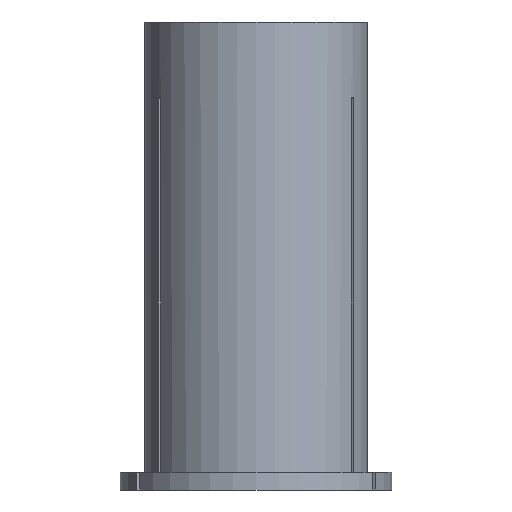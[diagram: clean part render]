
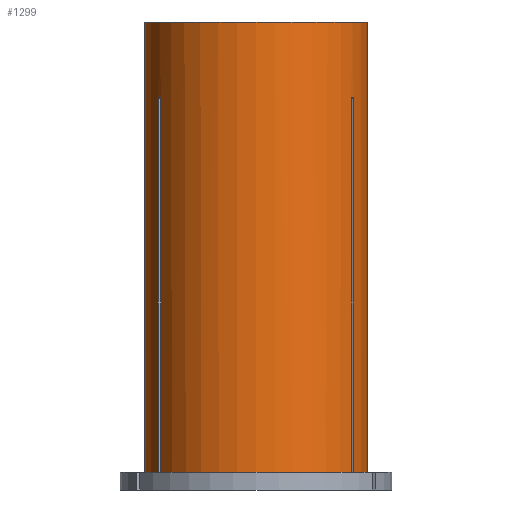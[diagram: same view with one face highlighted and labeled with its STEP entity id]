
A CAD part, front view. The second image highlights one B-rep face of the part: STEP entity #1299.
In plain terms, the highlighted cylindrical face has radius 12.5 mm (diameter 25 mm), a partial arc.
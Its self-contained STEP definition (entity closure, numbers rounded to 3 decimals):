
#44 = CARTESIAN_POINT ( 'NONE',  ( -12.5, 0., 0. ) ) ;
#45 = DIRECTION ( 'NONE',  ( 0., 0., 1. ) ) ;
#60 = CARTESIAN_POINT ( 'NONE',  ( 0., 0., -50.5 ) ) ;
#69 = EDGE_CURVE ( 'NONE', #162, #113, #991, .T. ) ;
#73 = ORIENTED_EDGE ( 'NONE', *, *, #1628, .T. ) ;
#80 = CARTESIAN_POINT ( 'NONE',  ( 0., 0., -50.5 ) ) ;
#111 = EDGE_CURVE ( 'NONE', #113, #877, #245, .T. ) ;
#113 = VERTEX_POINT ( 'NONE', #671 ) ;
#143 = CARTESIAN_POINT ( 'NONE',  ( 10.827, -6.25, -8.499 ) ) ;
#162 = VERTEX_POINT ( 'NONE', #1325 ) ;
#166 = DIRECTION ( 'NONE',  ( 0., 0., 1. ) ) ;
#170 = VERTEX_POINT ( 'NONE', #680 ) ;
#189 = CARTESIAN_POINT ( 'NONE',  ( 12.5, 0., 0. ) ) ;
#192 = VERTEX_POINT ( 'NONE', #44 ) ;
#218 = FACE_OUTER_BOUND ( 'NONE', #240, .T. ) ;
#221 = VECTOR ( 'NONE', #301, 1000. ) ;
#225 = VERTEX_POINT ( 'NONE', #946 ) ;
#231 = VECTOR ( 'NONE', #1341, 1000. ) ;
#240 = EDGE_LOOP ( 'NONE', ( #1459, #942, #499, #73, #507, #685, #296, #272, #1538, #481, #1402, #1050 ) ) ;
#245 = LINE ( 'NONE', #424, #1551 ) ;
#249 = DIRECTION ( 'NONE',  ( 0., 0., 1. ) ) ;
#251 = CARTESIAN_POINT ( 'NONE',  ( -10.826, -6.251, -8.499 ) ) ;
#272 = ORIENTED_EDGE ( 'NONE', *, *, #558, .T. ) ;
#276 = VERTEX_POINT ( 'NONE', #983 ) ;
#296 = ORIENTED_EDGE ( 'NONE', *, *, #588, .T. ) ;
#301 = DIRECTION ( 'NONE',  ( 0., 0., 1. ) ) ;
#357 = CARTESIAN_POINT ( 'NONE',  ( 10.972, -5.988, 0. ) ) ;
#372 = VECTOR ( 'NONE', #249, 1000. ) ;
#389 = CARTESIAN_POINT ( 'NONE',  ( -10.672, -6.508, -8.502 ) ) ;
#410 = DIRECTION ( 'NONE',  ( 0., 0., 1. ) ) ;
#424 = CARTESIAN_POINT ( 'NONE',  ( -10.972, -5.988, 0. ) ) ;
#472 = DIRECTION ( 'NONE',  ( 1., 0., 0. ) ) ;
#481 = ORIENTED_EDGE ( 'NONE', *, *, #753, .T. ) ;
#499 = ORIENTED_EDGE ( 'NONE', *, *, #111, .T. ) ;
#507 = ORIENTED_EDGE ( 'NONE', *, *, #756, .F. ) ;
#558 = EDGE_CURVE ( 'NONE', #225, #609, #838, .T. ) ;
#562 = CIRCLE ( 'NONE', #744, 12.5 ) ;
#579 = AXIS2_PLACEMENT_3D ( 'NONE', #60, #166, #934 ) ;
#580 = DIRECTION ( 'NONE',  ( 0., 0., 1. ) ) ;
#588 = EDGE_CURVE ( 'NONE', #276, #225, #663, .T. ) ;
#609 = VERTEX_POINT ( 'NONE', #845 ) ;
#627 = CARTESIAN_POINT ( 'NONE',  ( 10.672, -6.508, 0. ) ) ;
#630 = CARTESIAN_POINT ( 'NONE',  ( -10.924, -6.076, -8.501 ) ) ;
#663 = LINE ( 'NONE', #627, #372 ) ;
#671 = CARTESIAN_POINT ( 'NONE',  ( -10.972, -5.988, -50.5 ) ) ;
#680 = CARTESIAN_POINT ( 'NONE',  ( 12.5, 0., -50.5 ) ) ;
#685 = ORIENTED_EDGE ( 'NONE', *, *, #809, .T. ) ;
#709 = DIRECTION ( 'NONE',  ( 0., 0., 1. ) ) ;
#744 = AXIS2_PLACEMENT_3D ( 'NONE', #922, #798, #916 ) ;
#752 = CARTESIAN_POINT ( 'NONE',  ( 10.672, -6.508, -8.502 ) ) ;
#753 = EDGE_CURVE ( 'NONE', #1327, #170, #1601, .T. ) ;
#756 = EDGE_CURVE ( 'NONE', #1574, #1241, #1216, .T. ) ;
#784 = DIRECTION ( 'NONE',  ( 1., 0., 0. ) ) ;
#798 = DIRECTION ( 'NONE',  ( 0., 0., 1. ) ) ;
#804 = EDGE_CURVE ( 'NONE', #1327, #609, #1524, .T. ) ;
#809 = EDGE_CURVE ( 'NONE', #1574, #276, #562, .T. ) ;
#838 = B_SPLINE_CURVE_WITH_KNOTS ( 'NONE', 3,
 ( #752, #1629, #143, #1503, #1022 ),
 .UNSPECIFIED., .F., .F.,
 ( 4, 1, 4 ),
 ( 0.073, 0.074, 0.074 ),
 .UNSPECIFIED. ) ;
#845 = CARTESIAN_POINT ( 'NONE',  ( 10.972, -5.988, -8.502 ) ) ;
#857 = VECTOR ( 'NONE', #45, 1000. ) ;
#872 = VECTOR ( 'NONE', #1061, 1000. ) ;
#877 = VERTEX_POINT ( 'NONE', #1555 ) ;
#916 = DIRECTION ( 'NONE',  ( 1., 0., 0. ) ) ;
#922 = CARTESIAN_POINT ( 'NONE',  ( 0., 0., -50.5 ) ) ;
#928 = DIRECTION ( 'NONE',  ( 0., 0., 1. ) ) ;
#929 = CARTESIAN_POINT ( 'NONE',  ( -10.672, -6.508, 0. ) ) ;
#934 = DIRECTION ( 'NONE',  ( 1., 0., 0. ) ) ;
#942 = ORIENTED_EDGE ( 'NONE', *, *, #69, .T. ) ;
#946 = CARTESIAN_POINT ( 'NONE',  ( 10.672, -6.508, -8.502 ) ) ;
#972 = CARTESIAN_POINT ( 'NONE',  ( -10.672, -6.508, -50.5 ) ) ;
#983 = CARTESIAN_POINT ( 'NONE',  ( 10.672, -6.508, -50.5 ) ) ;
#986 = AXIS2_PLACEMENT_3D ( 'NONE', #1026, #410, #784 ) ;
#991 = CIRCLE ( 'NONE', #1511, 12.5 ) ;
#1022 = CARTESIAN_POINT ( 'NONE',  ( 10.972, -5.988, -8.502 ) ) ;
#1026 = CARTESIAN_POINT ( 'NONE',  ( 0., 0., 0. ) ) ;
#1050 = ORIENTED_EDGE ( 'NONE', *, *, #1428, .F. ) ;
#1061 = DIRECTION ( 'NONE',  ( 0., 0., 1. ) ) ;
#1122 = CARTESIAN_POINT ( 'NONE',  ( -10.724, -6.423, -8.501 ) ) ;
#1192 = CIRCLE ( 'NONE', #1257, 12.5 ) ;
#1216 = LINE ( 'NONE', #929, #221 ) ;
#1217 = CARTESIAN_POINT ( 'NONE',  ( 12.5, 0., 0. ) ) ;
#1241 = VERTEX_POINT ( 'NONE', #1256 ) ;
#1256 = CARTESIAN_POINT ( 'NONE',  ( -10.672, -6.508, -8.502 ) ) ;
#1257 = AXIS2_PLACEMENT_3D ( 'NONE', #1331, #580, #1451 ) ;
#1279 = LINE ( 'NONE', #189, #872 ) ;
#1299 = ADVANCED_FACE ( 'NONE', ( #218 ), #1435, .T. ) ;
#1325 = CARTESIAN_POINT ( 'NONE',  ( -12.5, 0., -50.5 ) ) ;
#1327 = VERTEX_POINT ( 'NONE', #1550 ) ;
#1331 = CARTESIAN_POINT ( 'NONE',  ( 0., 0., 0. ) ) ;
#1341 = DIRECTION ( 'NONE',  ( 0., 0., 1. ) ) ;
#1402 = ORIENTED_EDGE ( 'NONE', *, *, #1426, .T. ) ;
#1426 = EDGE_CURVE ( 'NONE', #170, #1577, #1279, .T. ) ;
#1428 = EDGE_CURVE ( 'NONE', #192, #1577, #1192, .T. ) ;
#1435 = CYLINDRICAL_SURFACE ( 'NONE', #986, 12.5 ) ;
#1451 = DIRECTION ( 'NONE',  ( 1., 0., 0. ) ) ;
#1459 = ORIENTED_EDGE ( 'NONE', *, *, #1504, .F. ) ;
#1463 = CARTESIAN_POINT ( 'NONE',  ( -12.5, 0., 0. ) ) ;
#1503 = CARTESIAN_POINT ( 'NONE',  ( 10.924, -6.076, -8.501 ) ) ;
#1504 = EDGE_CURVE ( 'NONE', #162, #192, #1573, .T. ) ;
#1510 = CARTESIAN_POINT ( 'NONE',  ( -10.972, -5.988, -8.502 ) ) ;
#1511 = AXIS2_PLACEMENT_3D ( 'NONE', #80, #709, #472 ) ;
#1524 = LINE ( 'NONE', #357, #857 ) ;
#1538 = ORIENTED_EDGE ( 'NONE', *, *, #804, .F. ) ;
#1550 = CARTESIAN_POINT ( 'NONE',  ( 10.972, -5.988, -50.5 ) ) ;
#1551 = VECTOR ( 'NONE', #928, 1000. ) ;
#1555 = CARTESIAN_POINT ( 'NONE',  ( -10.972, -5.988, -8.502 ) ) ;
#1573 = LINE ( 'NONE', #1463, #231 ) ;
#1574 = VERTEX_POINT ( 'NONE', #972 ) ;
#1577 = VERTEX_POINT ( 'NONE', #1217 ) ;
#1590 = B_SPLINE_CURVE_WITH_KNOTS ( 'NONE', 3,
 ( #1510, #630, #251, #1122, #389 ),
 .UNSPECIFIED., .F., .F.,
 ( 4, 1, 4 ),
 ( 0.067, 0.067, 0.067 ),
 .UNSPECIFIED. ) ;
#1601 = CIRCLE ( 'NONE', #579, 12.5 ) ;
#1628 = EDGE_CURVE ( 'NONE', #877, #1241, #1590, .T. ) ;
#1629 = CARTESIAN_POINT ( 'NONE',  ( 10.724, -6.422, -8.501 ) ) ;
